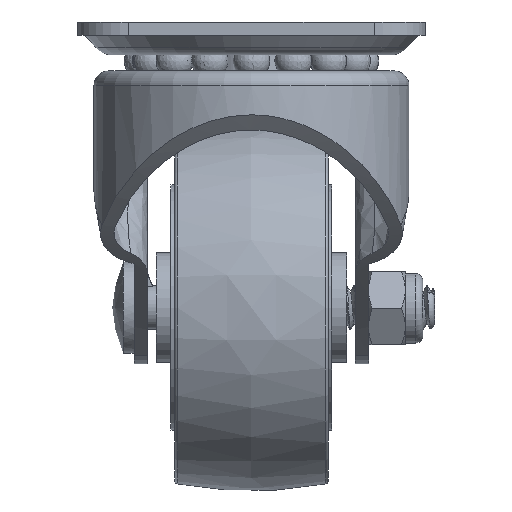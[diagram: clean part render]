
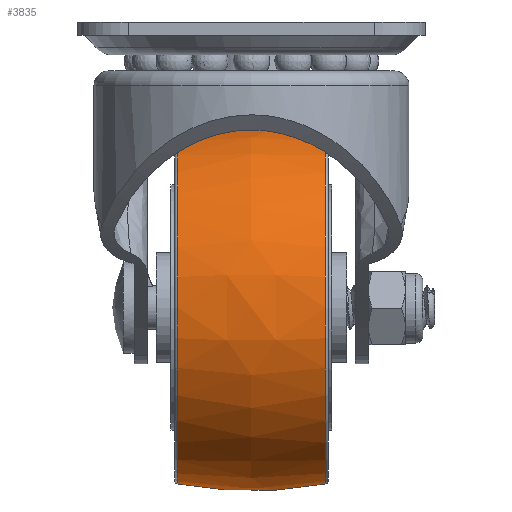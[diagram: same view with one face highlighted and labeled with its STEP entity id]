
A CAD part, left-side view. The second image highlights one B-rep face of the part: STEP entity #3835.
In plain terms, the highlighted free-form (B-spline) face has degree [2, 2] with [3, 9] control points.
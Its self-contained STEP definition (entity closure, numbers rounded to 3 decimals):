
#187=(
BOUNDED_SURFACE()
B_SPLINE_SURFACE(2,2,((#15016,#15017,#15018,#15019,#15020,#15021,#15022,
#15023,#15024),(#15025,#15026,#15027,#15028,#15029,#15030,#15031,#15032,
#15033),(#15034,#15035,#15036,#15037,#15038,#15039,#15040,#15041,#15042)),
 .UNSPECIFIED.,.F.,.T.,.F.)
B_SPLINE_SURFACE_WITH_KNOTS((3,3),(3,2,2,2,3),(-0.182,0.182),
(-3.142,-1.571,0.,1.571,3.142),
 .UNSPECIFIED.)
GEOMETRIC_REPRESENTATION_ITEM()
RATIONAL_B_SPLINE_SURFACE(((1.,0.707,1.,0.707,1.,
0.707,1.,0.707,1.),(0.983,0.695,
0.983,0.695,0.983,0.695,
0.983,0.695,0.983),(1.,0.707,
1.,0.707,1.,0.707,1.,0.707,1.)))
REPRESENTATION_ITEM('')
SURFACE()
);
#706=FACE_OUTER_BOUND('',#968,.T.);
#968=EDGE_LOOP('',(#3498,#3499,#3500,#3501));
#1611=CIRCLE('',#4362,24.077);
#1613=CIRCLE('',#4364,24.077);
#1614=CIRCLE('',#4365,55.625);
#1937=VERTEX_POINT('',#15013);
#1938=VERTEX_POINT('',#15043);
#2459=EDGE_CURVE('',#1937,#1937,#1611,.T.);
#2461=EDGE_CURVE('',#1938,#1938,#1613,.T.);
#2462=EDGE_CURVE('',#1938,#1937,#1614,.T.);
#3498=ORIENTED_EDGE('',*,*,#2461,.F.);
#3499=ORIENTED_EDGE('',*,*,#2462,.T.);
#3500=ORIENTED_EDGE('',*,*,#2459,.T.);
#3501=ORIENTED_EDGE('',*,*,#2462,.F.);
#3835=ADVANCED_FACE('',(#706),#187,.F.);
#4362=AXIS2_PLACEMENT_3D('',#15014,#5481,#5482);
#4364=AXIS2_PLACEMENT_3D('',#15044,#5485,#5486);
#4365=AXIS2_PLACEMENT_3D('',#15045,#5487,#5488);
#5481=DIRECTION('center_axis',(0.,1.,0.));
#5482=DIRECTION('ref_axis',(1.,0.,0.));
#5485=DIRECTION('center_axis',(0.,1.,0.));
#5486=DIRECTION('ref_axis',(1.,0.,0.));
#5487=DIRECTION('center_axis',(-1.,0.,0.));
#5488=DIRECTION('ref_axis',(0.,0.,-1.));
#15013=CARTESIAN_POINT('',(0.,-85.091,-49.077));
#15014=CARTESIAN_POINT('Origin',(0.,-85.091,-25.));
#15016=CARTESIAN_POINT('Ctrl Pts',(0.,-85.091,-49.077));
#15017=CARTESIAN_POINT('Ctrl Pts',(-24.077,-85.091,
-49.077));
#15018=CARTESIAN_POINT('Ctrl Pts',(-24.077,-85.091,
-25.));
#15019=CARTESIAN_POINT('Ctrl Pts',(-24.077,-85.091,
-0.923));
#15020=CARTESIAN_POINT('Ctrl Pts',(0.,-85.091,-0.923));
#15021=CARTESIAN_POINT('Ctrl Pts',(24.077,-85.091,-0.923));
#15022=CARTESIAN_POINT('Ctrl Pts',(24.077,-85.091,-25.));
#15023=CARTESIAN_POINT('Ctrl Pts',(24.077,-85.091,-49.077));
#15024=CARTESIAN_POINT('Ctrl Pts',(0.,-85.091,-49.077));
#15025=CARTESIAN_POINT('Ctrl Pts',(0.,-75.,-50.938));
#15026=CARTESIAN_POINT('Ctrl Pts',(-25.938,-75.,-50.938));
#15027=CARTESIAN_POINT('Ctrl Pts',(-25.938,-75.,-25.));
#15028=CARTESIAN_POINT('Ctrl Pts',(-25.938,-75.,0.938));
#15029=CARTESIAN_POINT('Ctrl Pts',(0.,-75.,0.938));
#15030=CARTESIAN_POINT('Ctrl Pts',(25.938,-75.,0.938));
#15031=CARTESIAN_POINT('Ctrl Pts',(25.938,-75.,-25.));
#15032=CARTESIAN_POINT('Ctrl Pts',(25.938,-75.,-50.938));
#15033=CARTESIAN_POINT('Ctrl Pts',(0.,-75.,-50.938));
#15034=CARTESIAN_POINT('Ctrl Pts',(0.,-64.909,-49.077));
#15035=CARTESIAN_POINT('Ctrl Pts',(-24.077,-64.909,
-49.077));
#15036=CARTESIAN_POINT('Ctrl Pts',(-24.077,-64.909,
-25.));
#15037=CARTESIAN_POINT('Ctrl Pts',(-24.077,-64.909,
-0.923));
#15038=CARTESIAN_POINT('Ctrl Pts',(0.,-64.909,-0.923));
#15039=CARTESIAN_POINT('Ctrl Pts',(24.077,-64.909,-0.923));
#15040=CARTESIAN_POINT('Ctrl Pts',(24.077,-64.909,-25.));
#15041=CARTESIAN_POINT('Ctrl Pts',(24.077,-64.909,-49.077));
#15042=CARTESIAN_POINT('Ctrl Pts',(0.,-64.909,-49.077));
#15043=CARTESIAN_POINT('',(0.,-64.909,-49.077));
#15044=CARTESIAN_POINT('Origin',(0.,-64.909,-25.));
#15045=CARTESIAN_POINT('Origin',(0.,-75.,5.625));
